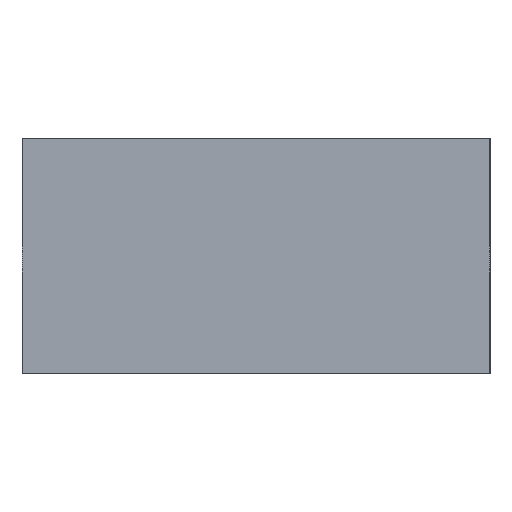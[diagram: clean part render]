
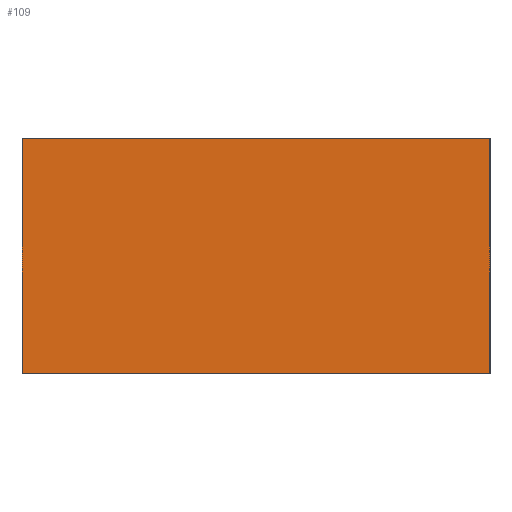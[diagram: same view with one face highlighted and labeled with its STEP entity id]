
A CAD part, left-side view. The second image highlights one B-rep face of the part: STEP entity #109.
In plain terms, the highlighted planar face has unit normal (-1, 0, 0).
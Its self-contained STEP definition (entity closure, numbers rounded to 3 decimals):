
#109=ADVANCED_FACE('',(#153),#131,.F.);
#131=PLANE('',#442);
#153=FACE_OUTER_BOUND('',#175,.T.);
#175=EDGE_LOOP('',(#206,#207,#208,#209));
#206=ORIENTED_EDGE('',*,*,#315,.T.);
#207=ORIENTED_EDGE('',*,*,#308,.F.);
#208=ORIENTED_EDGE('',*,*,#316,.F.);
#209=ORIENTED_EDGE('',*,*,#312,.T.);
#284=VERTEX_POINT('',#559);
#285=VERTEX_POINT('',#561);
#288=VERTEX_POINT('',#568);
#289=VERTEX_POINT('',#570);
#308=EDGE_CURVE('',#284,#285,#352,.T.);
#312=EDGE_CURVE('',#289,#288,#356,.T.);
#315=EDGE_CURVE('',#288,#285,#359,.T.);
#316=EDGE_CURVE('',#289,#284,#360,.T.);
#352=LINE('',#560,#396);
#356=LINE('',#569,#400);
#359=LINE('',#574,#403);
#360=LINE('',#576,#404);
#396=VECTOR('',#465,1.);
#400=VECTOR('',#471,1.);
#403=VECTOR('',#476,1.);
#404=VECTOR('',#479,1.);
#442=AXIS2_PLACEMENT_3D('',#577,#480,#481);
#465=DIRECTION('',(0.,0.,-1.));
#471=DIRECTION('',(0.,0.,-1.));
#476=DIRECTION('',(0.,-1.,0.));
#479=DIRECTION('',(0.,-1.,0.));
#480=DIRECTION('',(1.,0.,0.));
#481=DIRECTION('',(0.,0.,-1.));
#559=CARTESIAN_POINT('',(-0.8,-0.4,0.4));
#560=CARTESIAN_POINT('',(-0.8,-0.4,0.4));
#561=CARTESIAN_POINT('',(-0.8,-0.4,0.));
#568=CARTESIAN_POINT('',(-0.8,0.4,0.));
#569=CARTESIAN_POINT('',(-0.8,0.4,0.4));
#570=CARTESIAN_POINT('',(-0.8,0.4,0.4));
#574=CARTESIAN_POINT('',(-0.8,0.4,0.));
#576=CARTESIAN_POINT('',(-0.8,0.4,0.4));
#577=CARTESIAN_POINT('',(-0.8,0.4,0.4));
